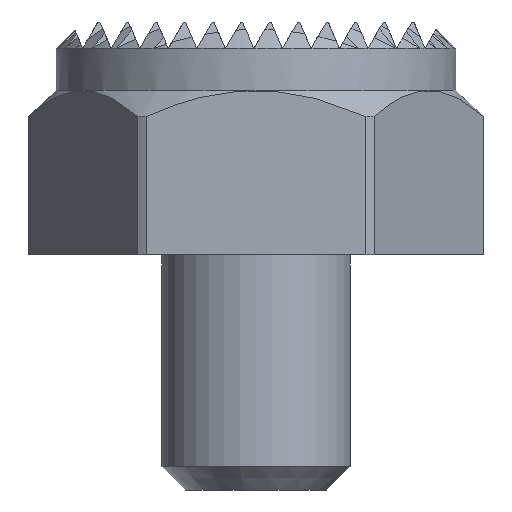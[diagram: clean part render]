
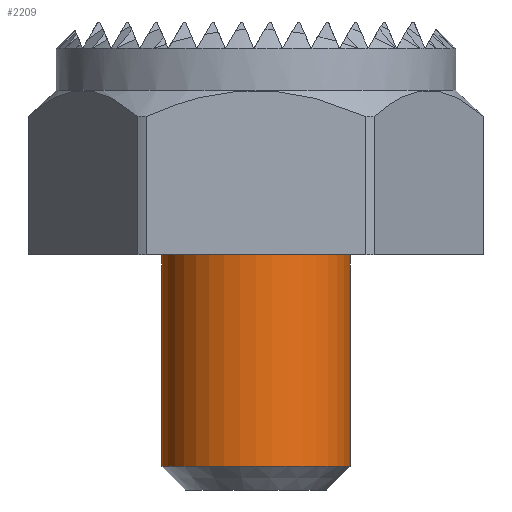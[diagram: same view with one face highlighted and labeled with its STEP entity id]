
A CAD part, left-side view. The second image highlights one B-rep face of the part: STEP entity #2209.
In plain terms, the highlighted cylindrical face has radius 4 mm (diameter 8 mm), a partial arc.
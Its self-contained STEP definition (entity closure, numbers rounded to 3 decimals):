
#2209=ADVANCED_FACE('',(#4414),#4415,.T.);
#4414=FACE_OUTER_BOUND('',#6613,.T.);
#4415=CYLINDRICAL_SURFACE('',#6614,4.0);
#6613=EDGE_LOOP('',(#12138,#12139,#12140,#12141));
#6614=AXIS2_PLACEMENT_3D('',#12142,#12143,#12144);
#12138=ORIENTED_EDGE('',*,*,#12233,.T.);
#12139=ORIENTED_EDGE('',*,*,#14256,.F.);
#12140=ORIENTED_EDGE('',*,*,#12235,.T.);
#12141=ORIENTED_EDGE('',*,*,#14254,.T.);
#12142=CARTESIAN_POINT('',(0.,0.0,-4.5));
#12143=DIRECTION('',(0.0,0.0,1.0));
#12144=DIRECTION('',(0.,-1.0,0.0));
#12233=EDGE_CURVE('',#14322,#14323,#14324,.T.);
#12235=EDGE_CURVE('',#14327,#14325,#14328,.T.);
#14254=EDGE_CURVE('',#14325,#14322,#16914,.T.);
#14256=EDGE_CURVE('',#14327,#14323,#16916,.T.);
#14322=VERTEX_POINT('',#16984);
#14323=VERTEX_POINT('',#16985);
#14324=LINE('',#16986,#16987);
#14325=VERTEX_POINT('',#16988);
#14327=VERTEX_POINT('',#16990);
#14328=LINE('',#16991,#16992);
#16914=CIRCLE('',#22311,4.0);
#16916=CIRCLE('',#22313,4.0);
#16984=CARTESIAN_POINT('',(0.,-4.0,-9.));
#16985=CARTESIAN_POINT('',(0.,-4.0,0.));
#16986=CARTESIAN_POINT('',(0.,-4.0,-4.5));
#16987=VECTOR('',#22403,1.0);
#16988=CARTESIAN_POINT('',(0.,4.0,-9.));
#16990=CARTESIAN_POINT('',(0.,4.0,0.));
#16991=CARTESIAN_POINT('',(0.,4.0,-4.5));
#16992=VECTOR('',#22407,1.0);
#22311=AXIS2_PLACEMENT_3D('',#23611,#23612,#23613);
#22313=AXIS2_PLACEMENT_3D('',#23614,#23615,#23616);
#22403=DIRECTION('',(0.0,0.0,1.0));
#22407=DIRECTION('',(-0.0,-0.0,-1.0));
#23611=CARTESIAN_POINT('',(0.,0.0,-9.));
#23612=DIRECTION('',(0.0,0.0,1.0));
#23613=DIRECTION('',(0.,-1.0,0.0));
#23614=CARTESIAN_POINT('',(0.,0.0,0.));
#23615=DIRECTION('',(0.0,0.0,1.0));
#23616=DIRECTION('',(0.,-1.0,0.0));
